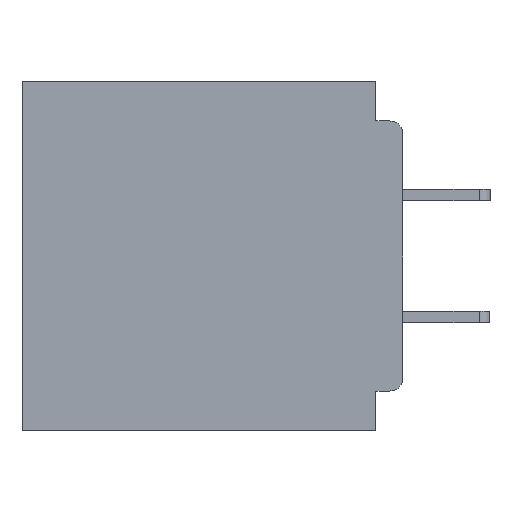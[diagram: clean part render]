
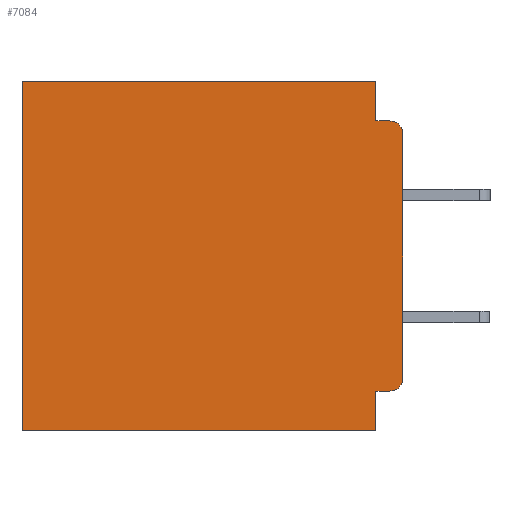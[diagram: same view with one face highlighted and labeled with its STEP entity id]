
A CAD part, left-side view. The second image highlights one B-rep face of the part: STEP entity #7084.
In plain terms, the highlighted planar face has unit normal (-1, 0, 0).
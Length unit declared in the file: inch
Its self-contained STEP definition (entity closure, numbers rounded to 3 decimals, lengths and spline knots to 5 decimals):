
#917 = AXIS2_PLACEMENT_3D ( 'NONE', #11510, #40556, #15723 ) ;
#1537 = DIRECTION ( 'NONE',  ( 0., 0., -1. ) ) ;
#2450 = LINE ( 'NONE', #2800, #23343 ) ;
#2750 = EDGE_CURVE ( 'NONE', #7651, #50325, #28122, .T. ) ;
#2800 = CARTESIAN_POINT ( 'NONE',  ( 0.3, 0., -0.4 ) ) ;
#2808 = VERTEX_POINT ( 'NONE', #17276 ) ;
#3336 = VERTEX_POINT ( 'NONE', #7610 ) ;
#3356 = CARTESIAN_POINT ( 'NONE',  ( 0.3, 0.015, -0.355 ) ) ;
#4013 = VERTEX_POINT ( 'NONE', #43247 ) ;
#4269 = FACE_OUTER_BOUND ( 'NONE', #45912, .T. ) ;
#4684 = DIRECTION ( 'NONE',  ( 0., 1., 0. ) ) ;
#5237 = CARTESIAN_POINT ( 'NONE',  ( 0.3, 0., -0.045 ) ) ;
#6199 = VERTEX_POINT ( 'NONE', #46027 ) ;
#6927 = AXIS2_PLACEMENT_3D ( 'NONE', #49158, #45353, #20583 ) ;
#7084 = ADVANCED_FACE ( 'NONE', ( #4269 ), #7989, .F. ) ;
#7315 = CARTESIAN_POINT ( 'NONE',  ( 0.3, 0.015, -0.34 ) ) ;
#7610 = CARTESIAN_POINT ( 'NONE',  ( 0.3, 0., -0.06 ) ) ;
#7651 = VERTEX_POINT ( 'NONE', #3356 ) ;
#7989 = PLANE ( 'NONE',  #6927 ) ;
#9448 = DIRECTION ( 'NONE',  ( 0., -1., 0. ) ) ;
#9624 = VECTOR ( 'NONE', #4684, 39.37008 ) ;
#11066 = EDGE_CURVE ( 'NONE', #50325, #52116, #11747, .T. ) ;
#11474 = CARTESIAN_POINT ( 'NONE',  ( 0.3, 0.031, -0.4 ) ) ;
#11510 = CARTESIAN_POINT ( 'NONE',  ( 0.3, 0.015, -0.06 ) ) ;
#11552 = DIRECTION ( 'NONE',  ( 0., 0., -1. ) ) ;
#11747 = LINE ( 'NONE', #11474, #21518 ) ;
#12216 = EDGE_CURVE ( 'NONE', #7651, #2808, #24084, .T. ) ;
#12837 = EDGE_CURVE ( 'NONE', #52116, #23749, #2450, .T. ) ;
#13717 = ORIENTED_EDGE ( 'NONE', *, *, #17012, .T. ) ;
#14018 = CARTESIAN_POINT ( 'NONE',  ( 0.3, 0.031, -0.045 ) ) ;
#15678 = ORIENTED_EDGE ( 'NONE', *, *, #30717, .F. ) ;
#15703 = DIRECTION ( 'NONE',  ( 0., 0., -1. ) ) ;
#15723 = DIRECTION ( 'NONE',  ( 0., 0., -1. ) ) ;
#15747 = EDGE_CURVE ( 'NONE', #3336, #2808, #53239, .T. ) ;
#17012 = EDGE_CURVE ( 'NONE', #6199, #23749, #43447, .T. ) ;
#17276 = CARTESIAN_POINT ( 'NONE',  ( 0.3, 0., -0.34 ) ) ;
#17980 = DIRECTION ( 'NONE',  ( 0., 1., 0. ) ) ;
#20583 = DIRECTION ( 'NONE',  ( 0., 0., -1. ) ) ;
#21161 = CIRCLE ( 'NONE', #917, 0.015 ) ;
#21420 = CARTESIAN_POINT ( 'NONE',  ( 0.3, 0.031, -0.355 ) ) ;
#21518 = VECTOR ( 'NONE', #15703, 39.37008 ) ;
#22028 = LINE ( 'NONE', #25463, #9624 ) ;
#23343 = VECTOR ( 'NONE', #36119, 39.37008 ) ;
#23477 = ORIENTED_EDGE ( 'NONE', *, *, #46174, .T. ) ;
#23749 = VERTEX_POINT ( 'NONE', #28463 ) ;
#24084 = CIRCLE ( 'NONE', #37510, 0.015 ) ;
#24669 = DIRECTION ( 'NONE',  ( 0., 0., -1. ) ) ;
#25036 = EDGE_CURVE ( 'NONE', #53146, #32609, #52115, .T. ) ;
#25410 = ORIENTED_EDGE ( 'NONE', *, *, #40036, .T. ) ;
#25463 = CARTESIAN_POINT ( 'NONE',  ( 0.3, 0., 0. ) ) ;
#26759 = ORIENTED_EDGE ( 'NONE', *, *, #2750, .F. ) ;
#28122 = LINE ( 'NONE', #39445, #37853 ) ;
#28463 = CARTESIAN_POINT ( 'NONE',  ( 0.3, 0.437, -0.4 ) ) ;
#30649 = ORIENTED_EDGE ( 'NONE', *, *, #25036, .F. ) ;
#30717 = EDGE_CURVE ( 'NONE', #32609, #4013, #51690, .T. ) ;
#32608 = ORIENTED_EDGE ( 'NONE', *, *, #11066, .F. ) ;
#32609 = VERTEX_POINT ( 'NONE', #14018 ) ;
#35833 = ORIENTED_EDGE ( 'NONE', *, *, #12837, .F. ) ;
#36119 = DIRECTION ( 'NONE',  ( 0., 1., 0. ) ) ;
#36456 = DIRECTION ( 'NONE',  ( -1., 0., 0. ) ) ;
#37210 = CARTESIAN_POINT ( 'NONE',  ( 0.3, 0.031, 0. ) ) ;
#37510 = AXIS2_PLACEMENT_3D ( 'NONE', #7315, #36456, #11552 ) ;
#37853 = VECTOR ( 'NONE', #17980, 39.37008 ) ;
#39445 = CARTESIAN_POINT ( 'NONE',  ( 0.3, 0., -0.355 ) ) ;
#39909 = VECTOR ( 'NONE', #24669, 39.37008 ) ;
#40036 = EDGE_CURVE ( 'NONE', #3336, #4013, #21161, .T. ) ;
#40556 = DIRECTION ( 'NONE',  ( -1., 0., 0. ) ) ;
#40755 = VECTOR ( 'NONE', #9448, 39.37008 ) ;
#42030 = CARTESIAN_POINT ( 'NONE',  ( 0.3, 0.031, 0. ) ) ;
#42304 = VECTOR ( 'NONE', #1537, 39.37008 ) ;
#42678 = CARTESIAN_POINT ( 'NONE',  ( 0.3, 0.437, -0.4 ) ) ;
#43247 = CARTESIAN_POINT ( 'NONE',  ( 0.3, 0.015, -0.045 ) ) ;
#43447 = LINE ( 'NONE', #42678, #44725 ) ;
#44725 = VECTOR ( 'NONE', #50943, 39.37008 ) ;
#45353 = DIRECTION ( 'NONE',  ( 1., 0., 0. ) ) ;
#45912 = EDGE_LOOP ( 'NONE', ( #46107, #25410, #15678, #30649, #23477, #13717, #35833, #32608, #26759, #48743 ) ) ;
#46027 = CARTESIAN_POINT ( 'NONE',  ( 0.3, 0.437, 0. ) ) ;
#46107 = ORIENTED_EDGE ( 'NONE', *, *, #15747, .F. ) ;
#46174 = EDGE_CURVE ( 'NONE', #53146, #6199, #22028, .T. ) ;
#46949 = CARTESIAN_POINT ( 'NONE',  ( 0.3, 0., -0.4 ) ) ;
#48743 = ORIENTED_EDGE ( 'NONE', *, *, #12216, .T. ) ;
#49158 = CARTESIAN_POINT ( 'NONE',  ( 0.3, 0., -0.4 ) ) ;
#49998 = CARTESIAN_POINT ( 'NONE',  ( 0.3, 0.031, -0.4 ) ) ;
#50325 = VERTEX_POINT ( 'NONE', #21420 ) ;
#50943 = DIRECTION ( 'NONE',  ( 0., 0., -1. ) ) ;
#51690 = LINE ( 'NONE', #5237, #40755 ) ;
#52115 = LINE ( 'NONE', #37210, #39909 ) ;
#52116 = VERTEX_POINT ( 'NONE', #49998 ) ;
#53146 = VERTEX_POINT ( 'NONE', #42030 ) ;
#53239 = LINE ( 'NONE', #46949, #42304 ) ;
